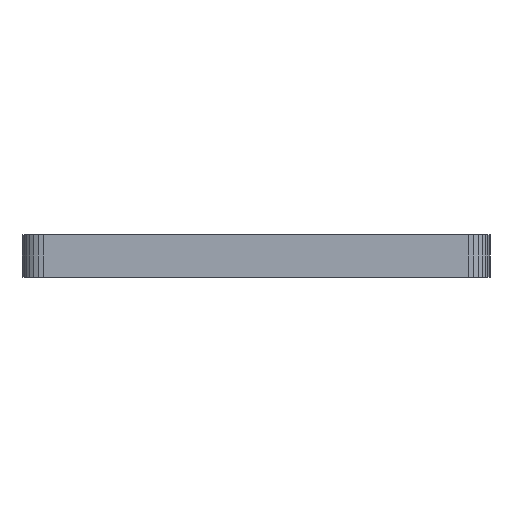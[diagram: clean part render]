
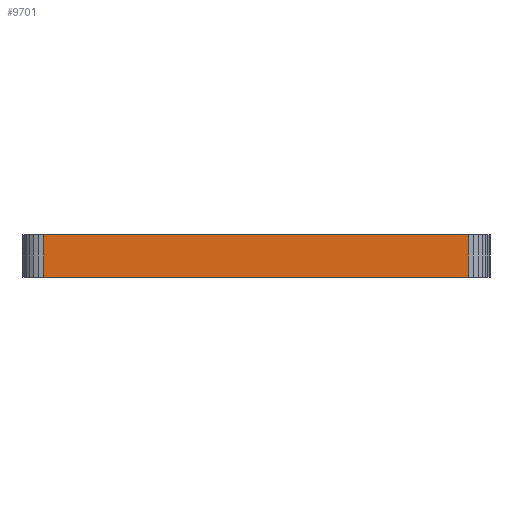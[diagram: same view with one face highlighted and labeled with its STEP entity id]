
A CAD part, front view. The second image highlights one B-rep face of the part: STEP entity #9701.
In plain terms, the highlighted planar face has unit normal (0, -1, 0).
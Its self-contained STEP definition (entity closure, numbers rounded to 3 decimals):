
#90 = PLANE('',#91);
#91 = AXIS2_PLACEMENT_3D('',#92,#93,#94);
#92 = CARTESIAN_POINT('',(74.072,-41.653,1.6));
#93 = DIRECTION('',(-0.,-0.,-1.));
#94 = DIRECTION('',(-1.,0.,0.));
#144 = PLANE('',#145);
#145 = AXIS2_PLACEMENT_3D('',#146,#147,#148);
#146 = CARTESIAN_POINT('',(74.072,-41.653,0.));
#147 = DIRECTION('',(-0.,-0.,-1.));
#148 = DIRECTION('',(-1.,0.,0.));
#645 = VERTEX_POINT('',#646);
#646 = CARTESIAN_POINT('',(82.157,-63.243,0.));
#660 = PLANE('',#661);
#661 = AXIS2_PLACEMENT_3D('',#662,#663,#664);
#662 = CARTESIAN_POINT('',(82.336,-63.222,0.));
#663 = DIRECTION('',(0.112,-0.994,0.));
#664 = DIRECTION('',(-0.994,-0.112,0.));
#672 = EDGE_CURVE('',#645,#673,#675,.T.);
#673 = VERTEX_POINT('',#674);
#674 = CARTESIAN_POINT('',(65.987,-63.243,0.));
#675 = SURFACE_CURVE('',#676,(#680,#687),.PCURVE_S1.);
#676 = LINE('',#677,#678);
#677 = CARTESIAN_POINT('',(82.157,-63.243,0.));
#678 = VECTOR('',#679,1.);
#679 = DIRECTION('',(-1.,0.,0.));
#680 = PCURVE('',#144,#681);
#681 = DEFINITIONAL_REPRESENTATION('',(#682),#686);
#682 = LINE('',#683,#684);
#683 = CARTESIAN_POINT('',(-8.085,-21.59));
#684 = VECTOR('',#685,1.);
#685 = DIRECTION('',(1.,0.));
#686 = ( GEOMETRIC_REPRESENTATION_CONTEXT(2) 
PARAMETRIC_REPRESENTATION_CONTEXT() REPRESENTATION_CONTEXT('2D SPACE',''
  ) );
#687 = PCURVE('',#688,#693);
#688 = PLANE('',#689);
#689 = AXIS2_PLACEMENT_3D('',#690,#691,#692);
#690 = CARTESIAN_POINT('',(82.157,-63.243,0.));
#691 = DIRECTION('',(0.,-1.,0.));
#692 = DIRECTION('',(-1.,0.,0.));
#693 = DEFINITIONAL_REPRESENTATION('',(#694),#698);
#694 = LINE('',#695,#696);
#695 = CARTESIAN_POINT('',(0.,-0.));
#696 = VECTOR('',#697,1.);
#697 = DIRECTION('',(1.,0.));
#698 = ( GEOMETRIC_REPRESENTATION_CONTEXT(2) 
PARAMETRIC_REPRESENTATION_CONTEXT() REPRESENTATION_CONTEXT('2D SPACE',''
  ) );
#716 = PLANE('',#717);
#717 = AXIS2_PLACEMENT_3D('',#718,#719,#720);
#718 = CARTESIAN_POINT('',(65.987,-63.243,0.));
#719 = DIRECTION('',(-0.112,-0.994,0.));
#720 = DIRECTION('',(-0.994,0.112,0.));
#5310 = VERTEX_POINT('',#5311);
#5311 = CARTESIAN_POINT('',(82.157,-63.243,1.6));
#5332 = EDGE_CURVE('',#5310,#5333,#5335,.T.);
#5333 = VERTEX_POINT('',#5334);
#5334 = CARTESIAN_POINT('',(65.987,-63.243,1.6));
#5335 = SURFACE_CURVE('',#5336,(#5340,#5347),.PCURVE_S1.);
#5336 = LINE('',#5337,#5338);
#5337 = CARTESIAN_POINT('',(82.157,-63.243,1.6));
#5338 = VECTOR('',#5339,1.);
#5339 = DIRECTION('',(-1.,0.,0.));
#5340 = PCURVE('',#90,#5341);
#5341 = DEFINITIONAL_REPRESENTATION('',(#5342),#5346);
#5342 = LINE('',#5343,#5344);
#5343 = CARTESIAN_POINT('',(-8.085,-21.59));
#5344 = VECTOR('',#5345,1.);
#5345 = DIRECTION('',(1.,0.));
#5346 = ( GEOMETRIC_REPRESENTATION_CONTEXT(2) 
PARAMETRIC_REPRESENTATION_CONTEXT() REPRESENTATION_CONTEXT('2D SPACE',''
  ) );
#5347 = PCURVE('',#688,#5348);
#5348 = DEFINITIONAL_REPRESENTATION('',(#5349),#5353);
#5349 = LINE('',#5350,#5351);
#5350 = CARTESIAN_POINT('',(0.,-1.6));
#5351 = VECTOR('',#5352,1.);
#5352 = DIRECTION('',(1.,0.));
#5353 = ( GEOMETRIC_REPRESENTATION_CONTEXT(2) 
PARAMETRIC_REPRESENTATION_CONTEXT() REPRESENTATION_CONTEXT('2D SPACE',''
  ) );
#9653 = EDGE_CURVE('',#645,#5310,#9654,.T.);
#9654 = SURFACE_CURVE('',#9655,(#9659,#9666),.PCURVE_S1.);
#9655 = LINE('',#9656,#9657);
#9656 = CARTESIAN_POINT('',(82.157,-63.243,0.));
#9657 = VECTOR('',#9658,1.);
#9658 = DIRECTION('',(0.,0.,1.));
#9659 = PCURVE('',#660,#9660);
#9660 = DEFINITIONAL_REPRESENTATION('',(#9661),#9665);
#9661 = LINE('',#9662,#9663);
#9662 = CARTESIAN_POINT('',(0.18,0.));
#9663 = VECTOR('',#9664,1.);
#9664 = DIRECTION('',(0.,-1.));
#9665 = ( GEOMETRIC_REPRESENTATION_CONTEXT(2) 
PARAMETRIC_REPRESENTATION_CONTEXT() REPRESENTATION_CONTEXT('2D SPACE',''
  ) );
#9666 = PCURVE('',#688,#9667);
#9667 = DEFINITIONAL_REPRESENTATION('',(#9668),#9672);
#9668 = LINE('',#9669,#9670);
#9669 = CARTESIAN_POINT('',(0.,-0.));
#9670 = VECTOR('',#9671,1.);
#9671 = DIRECTION('',(0.,-1.));
#9672 = ( GEOMETRIC_REPRESENTATION_CONTEXT(2) 
PARAMETRIC_REPRESENTATION_CONTEXT() REPRESENTATION_CONTEXT('2D SPACE',''
  ) );
#9701 = ADVANCED_FACE('',(#9702),#688,.T.);
#9702 = FACE_BOUND('',#9703,.T.);
#9703 = EDGE_LOOP('',(#9704,#9705,#9706,#9727));
#9704 = ORIENTED_EDGE('',*,*,#9653,.T.);
#9705 = ORIENTED_EDGE('',*,*,#5332,.T.);
#9706 = ORIENTED_EDGE('',*,*,#9707,.F.);
#9707 = EDGE_CURVE('',#673,#5333,#9708,.T.);
#9708 = SURFACE_CURVE('',#9709,(#9713,#9720),.PCURVE_S1.);
#9709 = LINE('',#9710,#9711);
#9710 = CARTESIAN_POINT('',(65.987,-63.243,0.));
#9711 = VECTOR('',#9712,1.);
#9712 = DIRECTION('',(0.,0.,1.));
#9713 = PCURVE('',#688,#9714);
#9714 = DEFINITIONAL_REPRESENTATION('',(#9715),#9719);
#9715 = LINE('',#9716,#9717);
#9716 = CARTESIAN_POINT('',(16.17,0.));
#9717 = VECTOR('',#9718,1.);
#9718 = DIRECTION('',(0.,-1.));
#9719 = ( GEOMETRIC_REPRESENTATION_CONTEXT(2) 
PARAMETRIC_REPRESENTATION_CONTEXT() REPRESENTATION_CONTEXT('2D SPACE',''
  ) );
#9720 = PCURVE('',#716,#9721);
#9721 = DEFINITIONAL_REPRESENTATION('',(#9722),#9726);
#9722 = LINE('',#9723,#9724);
#9723 = CARTESIAN_POINT('',(0.,0.));
#9724 = VECTOR('',#9725,1.);
#9725 = DIRECTION('',(0.,-1.));
#9726 = ( GEOMETRIC_REPRESENTATION_CONTEXT(2) 
PARAMETRIC_REPRESENTATION_CONTEXT() REPRESENTATION_CONTEXT('2D SPACE',''
  ) );
#9727 = ORIENTED_EDGE('',*,*,#672,.F.);
